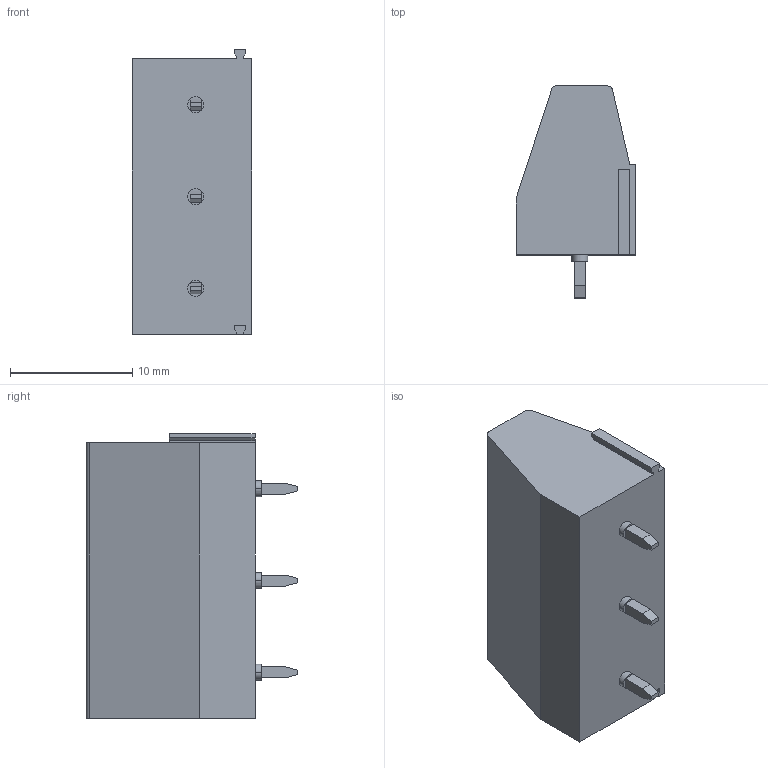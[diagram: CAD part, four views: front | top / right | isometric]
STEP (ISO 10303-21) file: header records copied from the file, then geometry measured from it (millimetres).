
FILE_DESCRIPTION(('SolidDesigner STEP Export'),'1');
FILE_NAME('gmkds_1.5-3.stp','2000-06-29T17:01:31',(''),(''), 'SolidDesigner STEP processor Version: 7.0(Mar 1999)for AP214(CD)(Solid Model)', 'CoCreate SolidDesigner: 07.50 21-Dec-99(C) CoCreate Software GmbH','');
FILE_SCHEMA(('AUTOMOTIVE_DESIGN_CC2 {1 2 10303 214 -1 1 5 1}'));
Length unit declared in the file: millimetre
Products named in the file (2): gmkds_1.5-3
Assembly tree (1 placements, depth 2):
  gmkds_1.5-3
    gmkds_1.5-3
Bounding box: 9.8 x 17.3 x 23.24 mm (x, y, z)
Volume: 2442.1 mm3; surface area: 1470.1 mm2
Topology: 1 solids, 1 shells, 168 faces, 420 edges, 273 vertices
Faces by surface type: plane 126, cylinder 42
Entity records: 5887 total; most frequent: ORIENTED_EDGE 840, CARTESIAN_POINT 760, DIRECTION 691, EDGE_CURVE 420, VECTOR 283, LINE 283, VERTEX_POINT 273, AXIS2_PLACEMENT_3D 204
